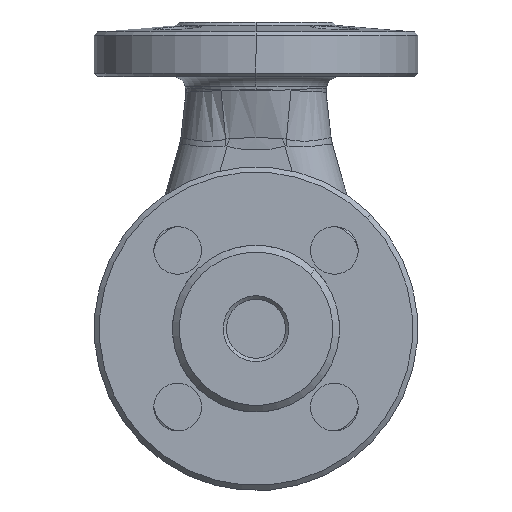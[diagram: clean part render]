
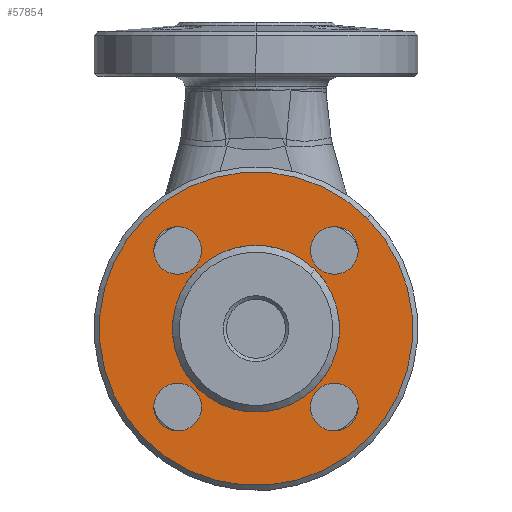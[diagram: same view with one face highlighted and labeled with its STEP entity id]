
A CAD part, front view. The second image highlights one B-rep face of the part: STEP entity #57854.
In plain terms, the highlighted planar face has unit normal (0, -1, 0).
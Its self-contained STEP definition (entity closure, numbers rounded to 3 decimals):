
#672 = CARTESIAN_POINT ( 'NONE',  ( 27.931, -56., -18.031 ) ) ;
#1748 = EDGE_CURVE ( 'NONE', #25756, #18048, #9799, .T. ) ;
#2265 = DIRECTION ( 'NONE',  ( -0.707, 0., -0.707 ) ) ;
#2279 = CARTESIAN_POINT ( 'NONE',  ( 0., -56., 0. ) ) ;
#2652 = EDGE_LOOP ( 'NONE', ( #54947, #17048 ) ) ;
#2701 = AXIS2_PLACEMENT_3D ( 'NONE', #58468, #26585, #63885 ) ;
#3545 = VERTEX_POINT ( 'NONE', #28892 ) ;
#3654 = ORIENTED_EDGE ( 'NONE', *, *, #66875, .F. ) ;
#3755 = AXIS2_PLACEMENT_3D ( 'NONE', #56368, #24489, #61791 ) ;
#4346 = CIRCLE ( 'NONE', #30828, 7. ) ;
#4421 = CARTESIAN_POINT ( 'NONE',  ( -22.981, -56., 22.981 ) ) ;
#4663 = ORIENTED_EDGE ( 'NONE', *, *, #17658, .F. ) ;
#6674 = FACE_BOUND ( 'NONE', #47076, .T. ) ;
#7502 = CARTESIAN_POINT ( 'NONE',  ( -22.981, -56., -22.981 ) ) ;
#7686 = DIRECTION ( 'NONE',  ( -0.707, 0., -0.707 ) ) ;
#9653 = CIRCLE ( 'NONE', #49589, 46. ) ;
#9774 = DIRECTION ( 'NONE',  ( 0.707, 0., 0.707 ) ) ;
#9799 = CIRCLE ( 'NONE', #57168, 7. ) ;
#11825 = CIRCLE ( 'NONE', #3755, 7. ) ;
#11847 = CARTESIAN_POINT ( 'NONE',  ( 32.527, -56., 32.527 ) ) ;
#12871 = DIRECTION ( 'NONE',  ( 0.707, 0., 0.707 ) ) ;
#13022 = DIRECTION ( 'NONE',  ( 0., -1., 0. ) ) ;
#13883 = EDGE_CURVE ( 'NONE', #65812, #3545, #52954, .T. ) ;
#14306 = EDGE_CURVE ( 'NONE', #3545, #65812, #50393, .T. ) ;
#14475 = CARTESIAN_POINT ( 'NONE',  ( -32.527, -56., 32.527 ) ) ;
#14972 = DIRECTION ( 'NONE',  ( 0., -1., 0. ) ) ;
#15311 = ORIENTED_EDGE ( 'NONE', *, *, #1748, .F. ) ;
#17048 = ORIENTED_EDGE ( 'NONE', *, *, #25744, .F. ) ;
#17309 = ORIENTED_EDGE ( 'NONE', *, *, #30975, .F. ) ;
#17658 = EDGE_CURVE ( 'NONE', #46191, #48063, #4346, .T. ) ;
#18048 = VERTEX_POINT ( 'NONE', #672 ) ;
#18592 = VERTEX_POINT ( 'NONE', #11847 ) ;
#19151 = FACE_OUTER_BOUND ( 'NONE', #33460, .T. ) ;
#19799 = PLANE ( 'NONE',  #49376 ) ;
#20290 = CARTESIAN_POINT ( 'NONE',  ( -27.931, -56., -27.931 ) ) ;
#20847 = EDGE_LOOP ( 'NONE', ( #25359, #68422 ) ) ;
#21247 = EDGE_CURVE ( 'NONE', #64452, #22068, #37620, .T. ) ;
#22068 = VERTEX_POINT ( 'NONE', #40620 ) ;
#22520 = CARTESIAN_POINT ( 'NONE',  ( 0., -56., 0. ) ) ;
#24489 = DIRECTION ( 'NONE',  ( 0., -1., 0. ) ) ;
#25188 = DIRECTION ( 'NONE',  ( 0.707, 0., 0.707 ) ) ;
#25359 = ORIENTED_EDGE ( 'NONE', *, *, #14306, .T. ) ;
#25388 = DIRECTION ( 'NONE',  ( 0., 1., 0. ) ) ;
#25744 = EDGE_CURVE ( 'NONE', #59248, #61092, #49995, .T. ) ;
#25756 = VERTEX_POINT ( 'NONE', #66382 ) ;
#25948 = DIRECTION ( 'NONE',  ( 0., -1., 0. ) ) ;
#26585 = DIRECTION ( 'NONE',  ( 0., -1., 0. ) ) ;
#27907 = DIRECTION ( 'NONE',  ( -0.707, 0., -0.707 ) ) ;
#28892 = CARTESIAN_POINT ( 'NONE',  ( -17.327, -56., -17.327 ) ) ;
#30566 = CARTESIAN_POINT ( 'NONE',  ( 22.981, -56., -22.981 ) ) ;
#30828 = AXIS2_PLACEMENT_3D ( 'NONE', #7502, #44727, #12871 ) ;
#30975 = EDGE_CURVE ( 'NONE', #45884, #18592, #61479, .T. ) ;
#31417 = CARTESIAN_POINT ( 'NONE',  ( 17.327, -56., 17.327 ) ) ;
#32843 = EDGE_CURVE ( 'NONE', #18592, #45884, #9653, .T. ) ;
#33355 = FACE_BOUND ( 'NONE', #39272, .T. ) ;
#33460 = EDGE_LOOP ( 'NONE', ( #17309, #54892 ) ) ;
#33503 = AXIS2_PLACEMENT_3D ( 'NONE', #22520, #59808, #27907 ) ;
#34218 = DIRECTION ( 'NONE',  ( 0., 1., 0. ) ) ;
#34489 = AXIS2_PLACEMENT_3D ( 'NONE', #46842, #14972, #52204 ) ;
#34679 = AXIS2_PLACEMENT_3D ( 'NONE', #57836, #25948, #63240 ) ;
#34995 = FACE_BOUND ( 'NONE', #20847, .T. ) ;
#35922 = DIRECTION ( 'NONE',  ( 0.707, 0., 0.707 ) ) ;
#36705 = FACE_BOUND ( 'NONE', #2652, .T. ) ;
#37178 = CARTESIAN_POINT ( 'NONE',  ( 27.931, -56., 27.931 ) ) ;
#37620 = CIRCLE ( 'NONE', #34489, 7. ) ;
#37889 = CIRCLE ( 'NONE', #2701, 7. ) ;
#38469 = CARTESIAN_POINT ( 'NONE',  ( 18.031, -56., 18.031 ) ) ;
#39272 = EDGE_LOOP ( 'NONE', ( #61438, #3654 ) ) ;
#39576 = DIRECTION ( 'NONE',  ( 0., 1., 0. ) ) ;
#40620 = CARTESIAN_POINT ( 'NONE',  ( -27.931, -56., 18.031 ) ) ;
#41678 = DIRECTION ( 'NONE',  ( 0., -1., 0. ) ) ;
#43142 = CARTESIAN_POINT ( 'NONE',  ( -32.527, -56., -32.527 ) ) ;
#44727 = DIRECTION ( 'NONE',  ( 0., -1., 0. ) ) ;
#44838 = AXIS2_PLACEMENT_3D ( 'NONE', #44889, #13022, #50276 ) ;
#44889 = CARTESIAN_POINT ( 'NONE',  ( 22.981, -56., 22.981 ) ) ;
#45497 = EDGE_LOOP ( 'NONE', ( #53307, #15311 ) ) ;
#45884 = VERTEX_POINT ( 'NONE', #43142 ) ;
#46191 = VERTEX_POINT ( 'NONE', #20290 ) ;
#46842 = CARTESIAN_POINT ( 'NONE',  ( -22.981, -56., 22.981 ) ) ;
#47076 = EDGE_LOOP ( 'NONE', ( #50935, #4663 ) ) ;
#47501 = FACE_BOUND ( 'NONE', #45497, .T. ) ;
#48063 = VERTEX_POINT ( 'NONE', #63019 ) ;
#49376 = AXIS2_PLACEMENT_3D ( 'NONE', #14475, #56597, #25188 ) ;
#49580 = CARTESIAN_POINT ( 'NONE',  ( -18.031, -56., 27.931 ) ) ;
#49589 = AXIS2_PLACEMENT_3D ( 'NONE', #66177, #34218, #2265 ) ;
#49995 = CIRCLE ( 'NONE', #44838, 7. ) ;
#50276 = DIRECTION ( 'NONE',  ( 0.707, 0., 0.707 ) ) ;
#50393 = CIRCLE ( 'NONE', #57031, 24.504 ) ;
#50935 = ORIENTED_EDGE ( 'NONE', *, *, #59035, .F. ) ;
#52204 = DIRECTION ( 'NONE',  ( 0.707, 0., 0.707 ) ) ;
#52339 = EDGE_CURVE ( 'NONE', #61092, #59248, #37889, .T. ) ;
#52954 = CIRCLE ( 'NONE', #69123, 24.504 ) ;
#53307 = ORIENTED_EDGE ( 'NONE', *, *, #55658, .F. ) ;
#54892 = ORIENTED_EDGE ( 'NONE', *, *, #32843, .F. ) ;
#54947 = ORIENTED_EDGE ( 'NONE', *, *, #52339, .F. ) ;
#55658 = EDGE_CURVE ( 'NONE', #18048, #25756, #11825, .T. ) ;
#56368 = CARTESIAN_POINT ( 'NONE',  ( 22.981, -56., -22.981 ) ) ;
#56597 = DIRECTION ( 'NONE',  ( 0., -1., 0. ) ) ;
#56674 = CIRCLE ( 'NONE', #66635, 7. ) ;
#57031 = AXIS2_PLACEMENT_3D ( 'NONE', #2279, #39576, #7686 ) ;
#57168 = AXIS2_PLACEMENT_3D ( 'NONE', #30566, #67857, #35922 ) ;
#57267 = CARTESIAN_POINT ( 'NONE',  ( 0., -56., 0. ) ) ;
#57836 = CARTESIAN_POINT ( 'NONE',  ( -22.981, -56., -22.981 ) ) ;
#57854 = ADVANCED_FACE ( 'NONE', ( #36705, #33355, #47501, #6674, #34995, #19151 ), #19799, .T. ) ;
#58468 = CARTESIAN_POINT ( 'NONE',  ( 22.981, -56., 22.981 ) ) ;
#59035 = EDGE_CURVE ( 'NONE', #48063, #46191, #65783, .T. ) ;
#59248 = VERTEX_POINT ( 'NONE', #38469 ) ;
#59808 = DIRECTION ( 'NONE',  ( 0., 1., 0. ) ) ;
#61092 = VERTEX_POINT ( 'NONE', #37178 ) ;
#61438 = ORIENTED_EDGE ( 'NONE', *, *, #21247, .F. ) ;
#61479 = CIRCLE ( 'NONE', #33503, 46. ) ;
#61791 = DIRECTION ( 'NONE',  ( 0.707, 0., 0.707 ) ) ;
#62683 = DIRECTION ( 'NONE',  ( -0.707, 0., -0.707 ) ) ;
#63019 = CARTESIAN_POINT ( 'NONE',  ( -18.031, -56., -18.031 ) ) ;
#63240 = DIRECTION ( 'NONE',  ( 0.707, 0., 0.707 ) ) ;
#63885 = DIRECTION ( 'NONE',  ( 0.707, 0., 0.707 ) ) ;
#64452 = VERTEX_POINT ( 'NONE', #49580 ) ;
#65783 = CIRCLE ( 'NONE', #34679, 7. ) ;
#65812 = VERTEX_POINT ( 'NONE', #31417 ) ;
#66177 = CARTESIAN_POINT ( 'NONE',  ( 0., -56., 0. ) ) ;
#66382 = CARTESIAN_POINT ( 'NONE',  ( 18.031, -56., -27.931 ) ) ;
#66635 = AXIS2_PLACEMENT_3D ( 'NONE', #4421, #41678, #9774 ) ;
#66875 = EDGE_CURVE ( 'NONE', #22068, #64452, #56674, .T. ) ;
#67857 = DIRECTION ( 'NONE',  ( 0., -1., 0. ) ) ;
#68422 = ORIENTED_EDGE ( 'NONE', *, *, #13883, .T. ) ;
#69123 = AXIS2_PLACEMENT_3D ( 'NONE', #57267, #25388, #62683 ) ;
